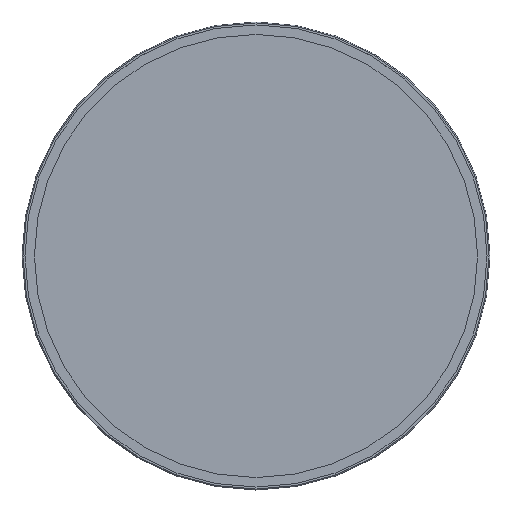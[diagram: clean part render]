
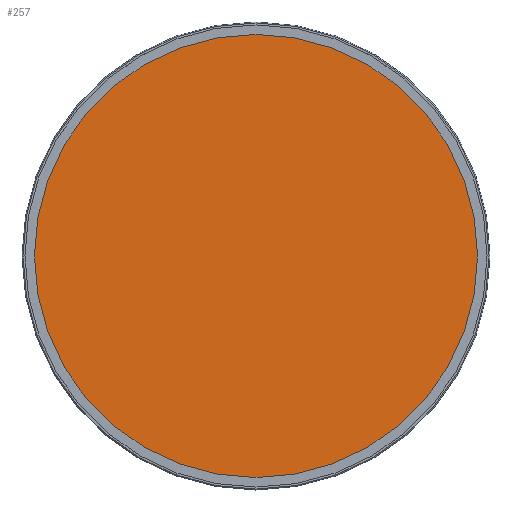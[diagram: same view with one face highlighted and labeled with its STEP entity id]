
A CAD part, top view. The second image highlights one B-rep face of the part: STEP entity #257.
In plain terms, the highlighted planar face has unit normal (0, 0, 1).
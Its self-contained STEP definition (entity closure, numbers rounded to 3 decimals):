
#32 = DIRECTION ( 'NONE',  ( 0., 0., 1. ) ) ;
#45 = CARTESIAN_POINT ( 'NONE',  ( 175., 0., 17. ) ) ;
#60 = DIRECTION ( 'NONE',  ( 1., 0., 0. ) ) ;
#75 = AXIS2_PLACEMENT_3D ( 'NONE', #319, #32, #60 ) ;
#133 = CARTESIAN_POINT ( 'NONE',  ( 0., 0., 17. ) ) ;
#146 = CIRCLE ( 'NONE', #247, 175. ) ;
#161 = EDGE_LOOP ( 'NONE', ( #302 ) ) ;
#163 = EDGE_CURVE ( 'NONE', #216, #216, #146, .T. ) ;
#179 = PLANE ( 'NONE',  #75 ) ;
#212 = FACE_OUTER_BOUND ( 'NONE', #161, .T. ) ;
#216 = VERTEX_POINT ( 'NONE', #45 ) ;
#247 = AXIS2_PLACEMENT_3D ( 'NONE', #133, #375, #248 ) ;
#248 = DIRECTION ( 'NONE',  ( 1., 0., 0. ) ) ;
#257 = ADVANCED_FACE ( 'NONE', ( #212 ), #179, .T. ) ;
#302 = ORIENTED_EDGE ( 'NONE', *, *, #163, .T. ) ;
#319 = CARTESIAN_POINT ( 'NONE',  ( 0., 0., 17. ) ) ;
#375 = DIRECTION ( 'NONE',  ( 0., 0., 1. ) ) ;
